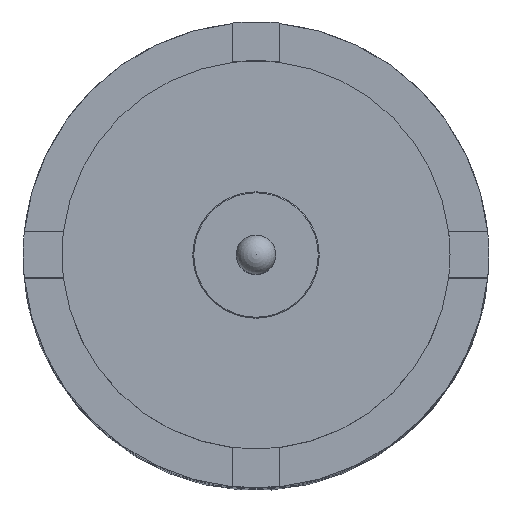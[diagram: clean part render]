
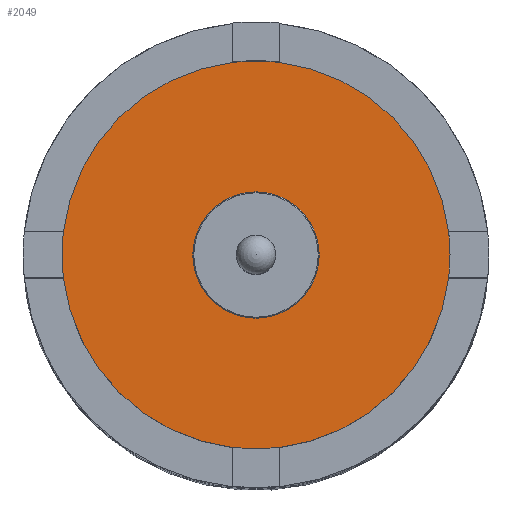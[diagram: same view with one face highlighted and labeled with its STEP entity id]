
A CAD part, top view. The second image highlights one B-rep face of the part: STEP entity #2049.
In plain terms, the highlighted planar face has unit normal (0, 0, 1).
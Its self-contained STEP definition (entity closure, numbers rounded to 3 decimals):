
#5 = EDGE_CURVE ( 'NONE', #1904, #1323, #206, .T. ) ;
#7 = AXIS2_PLACEMENT_3D ( 'NONE', #1922, #1067, #108 ) ;
#44 = DIRECTION ( 'NONE',  ( 0., 0., -1. ) ) ;
#70 = CARTESIAN_POINT ( 'NONE',  ( 0., 0., -2.5 ) ) ;
#83 = AXIS2_PLACEMENT_3D ( 'NONE', #762, #346, #1728 ) ;
#85 = DIRECTION ( 'NONE',  ( -1., 0., 0. ) ) ;
#88 = EDGE_CURVE ( 'NONE', #736, #1979, #1393, .T. ) ;
#98 = EDGE_CURVE ( 'NONE', #1979, #1748, #1819, .T. ) ;
#100 = AXIS2_PLACEMENT_3D ( 'NONE', #2014, #1308, #1272 ) ;
#108 = DIRECTION ( 'NONE',  ( 1., 0., 0. ) ) ;
#126 = CARTESIAN_POINT ( 'NONE',  ( 2.482, -0.3, -2.5 ) ) ;
#129 = CARTESIAN_POINT ( 'NONE',  ( -2.482, -0.3, -2.5 ) ) ;
#145 = AXIS2_PLACEMENT_3D ( 'NONE', #1676, #1615, #1935 ) ;
#155 = CARTESIAN_POINT ( 'NONE',  ( -0.3, 2.482, -2.5 ) ) ;
#174 = EDGE_CURVE ( 'NONE', #956, #1783, #1514, .T. ) ;
#202 = EDGE_CURVE ( 'NONE', #967, #1970, #1212, .T. ) ;
#206 = CIRCLE ( 'NONE', #264, 0.814 ) ;
#216 = EDGE_CURVE ( 'NONE', #1783, #736, #2196, .T. ) ;
#220 = EDGE_CURVE ( 'NONE', #748, #1954, #580, .T. ) ;
#245 = DIRECTION ( 'NONE',  ( -1., 0., 0. ) ) ;
#264 = AXIS2_PLACEMENT_3D ( 'NONE', #2190, #1752, #245 ) ;
#289 = AXIS2_PLACEMENT_3D ( 'NONE', #614, #618, #625 ) ;
#346 = DIRECTION ( 'NONE',  ( 0., 0., 1. ) ) ;
#387 = DIRECTION ( 'NONE',  ( 1., 0., 0. ) ) ;
#430 = ORIENTED_EDGE ( 'NONE', *, *, #1458, .T. ) ;
#461 = EDGE_LOOP ( 'NONE', ( #430, #470 ) ) ;
#470 = ORIENTED_EDGE ( 'NONE', *, *, #5, .T. ) ;
#482 = CARTESIAN_POINT ( 'NONE',  ( 0., 0.8, -2.5 ) ) ;
#535 = DIRECTION ( 'NONE',  ( 0., 0., 1. ) ) ;
#542 = CIRCLE ( 'NONE', #289, 2.5 ) ;
#546 = FACE_OUTER_BOUND ( 'NONE', #1108, .T. ) ;
#580 = CIRCLE ( 'NONE', #1133, 2.5 ) ;
#614 = CARTESIAN_POINT ( 'NONE',  ( 0., 0., -2.5 ) ) ;
#618 = DIRECTION ( 'NONE',  ( 0., 0., 1. ) ) ;
#625 = DIRECTION ( 'NONE',  ( 1., 0., 0. ) ) ;
#658 = ORIENTED_EDGE ( 'NONE', *, *, #664, .T. ) ;
#664 = EDGE_CURVE ( 'NONE', #1970, #956, #1956, .T. ) ;
#695 = ORIENTED_EDGE ( 'NONE', *, *, #727, .T. ) ;
#727 = EDGE_CURVE ( 'NONE', #1954, #967, #1668, .T. ) ;
#736 = VERTEX_POINT ( 'NONE', #886 ) ;
#748 = VERTEX_POINT ( 'NONE', #878 ) ;
#762 = CARTESIAN_POINT ( 'NONE',  ( 0., 0., -2.5 ) ) ;
#878 = CARTESIAN_POINT ( 'NONE',  ( 2.482, 0.3, -2.5 ) ) ;
#886 = CARTESIAN_POINT ( 'NONE',  ( 0.3, -2.482, -2.5 ) ) ;
#956 = VERTEX_POINT ( 'NONE', #129 ) ;
#967 = VERTEX_POINT ( 'NONE', #155 ) ;
#1004 = DIRECTION ( 'NONE',  ( 1., 0., 0. ) ) ;
#1028 = DIRECTION ( 'NONE',  ( 0., 0., 1. ) ) ;
#1041 = CARTESIAN_POINT ( 'NONE',  ( 0., 0., -2.5 ) ) ;
#1067 = DIRECTION ( 'NONE',  ( 0., 0., 1. ) ) ;
#1085 = EDGE_CURVE ( 'NONE', #1748, #748, #542, .T. ) ;
#1089 = DIRECTION ( 'NONE',  ( 1., 0., 0. ) ) ;
#1108 = EDGE_LOOP ( 'NONE', ( #1887, #695, #1472, #658, #1361, #1998, #1657, #1643, #1566 ) ) ;
#1133 = AXIS2_PLACEMENT_3D ( 'NONE', #2072, #2063, #1089 ) ;
#1178 = AXIS2_PLACEMENT_3D ( 'NONE', #1504, #535, #387 ) ;
#1212 = CIRCLE ( 'NONE', #1178, 2.5 ) ;
#1253 = CARTESIAN_POINT ( 'NONE',  ( 2.5, 0., -2.5 ) ) ;
#1272 = DIRECTION ( 'NONE',  ( 1., 0., 0. ) ) ;
#1308 = DIRECTION ( 'NONE',  ( 0., 0., 1. ) ) ;
#1323 = VERTEX_POINT ( 'NONE', #1426 ) ;
#1361 = ORIENTED_EDGE ( 'NONE', *, *, #174, .T. ) ;
#1382 = CIRCLE ( 'NONE', #2238, 0.814 ) ;
#1393 = CIRCLE ( 'NONE', #145, 2.5 ) ;
#1406 = DIRECTION ( 'NONE',  ( -1., 0., 0. ) ) ;
#1426 = CARTESIAN_POINT ( 'NONE',  ( -0.814, 0., -2.5 ) ) ;
#1458 = EDGE_CURVE ( 'NONE', #1323, #1904, #1382, .T. ) ;
#1469 = AXIS2_PLACEMENT_3D ( 'NONE', #482, #1842, #1406 ) ;
#1472 = ORIENTED_EDGE ( 'NONE', *, *, #202, .T. ) ;
#1504 = CARTESIAN_POINT ( 'NONE',  ( 0., 0., -2.5 ) ) ;
#1514 = CIRCLE ( 'NONE', #7, 2.5 ) ;
#1566 = ORIENTED_EDGE ( 'NONE', *, *, #1085, .T. ) ;
#1583 = PLANE ( 'NONE',  #1469 ) ;
#1605 = CARTESIAN_POINT ( 'NONE',  ( -0.3, -2.482, -2.5 ) ) ;
#1615 = DIRECTION ( 'NONE',  ( 0., 0., 1. ) ) ;
#1643 = ORIENTED_EDGE ( 'NONE', *, *, #98, .T. ) ;
#1648 = AXIS2_PLACEMENT_3D ( 'NONE', #2107, #2078, #2073 ) ;
#1657 = ORIENTED_EDGE ( 'NONE', *, *, #88, .T. ) ;
#1668 = CIRCLE ( 'NONE', #2098, 2.5 ) ;
#1676 = CARTESIAN_POINT ( 'NONE',  ( 0., 0., -2.5 ) ) ;
#1728 = DIRECTION ( 'NONE',  ( 1., 0., 0. ) ) ;
#1748 = VERTEX_POINT ( 'NONE', #1253 ) ;
#1752 = DIRECTION ( 'NONE',  ( 0., 0., -1. ) ) ;
#1783 = VERTEX_POINT ( 'NONE', #1605 ) ;
#1819 = CIRCLE ( 'NONE', #100, 2.5 ) ;
#1842 = DIRECTION ( 'NONE',  ( 0., 0., -1. ) ) ;
#1887 = ORIENTED_EDGE ( 'NONE', *, *, #220, .T. ) ;
#1904 = VERTEX_POINT ( 'NONE', #2053 ) ;
#1922 = CARTESIAN_POINT ( 'NONE',  ( 0., 0., -2.5 ) ) ;
#1935 = DIRECTION ( 'NONE',  ( 1., 0., 0. ) ) ;
#1954 = VERTEX_POINT ( 'NONE', #2087 ) ;
#1956 = CIRCLE ( 'NONE', #1648, 2.5 ) ;
#1970 = VERTEX_POINT ( 'NONE', #2139 ) ;
#1979 = VERTEX_POINT ( 'NONE', #126 ) ;
#1998 = ORIENTED_EDGE ( 'NONE', *, *, #216, .T. ) ;
#2014 = CARTESIAN_POINT ( 'NONE',  ( 0., 0., -2.5 ) ) ;
#2040 = FACE_BOUND ( 'NONE', #461, .T. ) ;
#2049 = ADVANCED_FACE ( 'NONE', ( #2040, #546 ), #1583, .F. ) ;
#2053 = CARTESIAN_POINT ( 'NONE',  ( 0.814, 0., -2.5 ) ) ;
#2063 = DIRECTION ( 'NONE',  ( 0., 0., 1. ) ) ;
#2072 = CARTESIAN_POINT ( 'NONE',  ( 0., 0., -2.5 ) ) ;
#2073 = DIRECTION ( 'NONE',  ( 1., 0., 0. ) ) ;
#2078 = DIRECTION ( 'NONE',  ( 0., 0., 1. ) ) ;
#2087 = CARTESIAN_POINT ( 'NONE',  ( 0.3, 2.482, -2.5 ) ) ;
#2098 = AXIS2_PLACEMENT_3D ( 'NONE', #1041, #1028, #1004 ) ;
#2107 = CARTESIAN_POINT ( 'NONE',  ( 0., 0., -2.5 ) ) ;
#2139 = CARTESIAN_POINT ( 'NONE',  ( -2.482, 0.3, -2.5 ) ) ;
#2190 = CARTESIAN_POINT ( 'NONE',  ( 0., 0., -2.5 ) ) ;
#2196 = CIRCLE ( 'NONE', #83, 2.5 ) ;
#2238 = AXIS2_PLACEMENT_3D ( 'NONE', #70, #44, #85 ) ;
